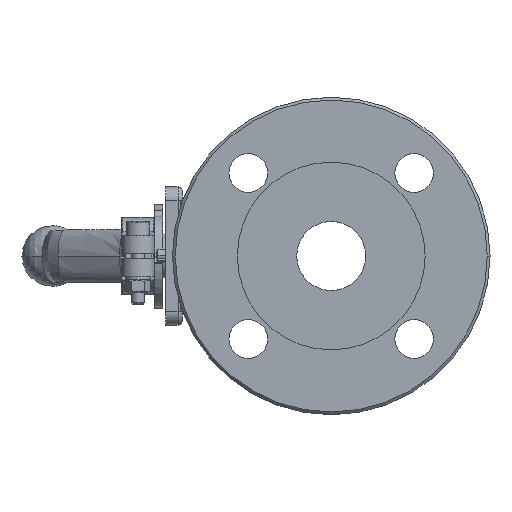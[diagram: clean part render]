
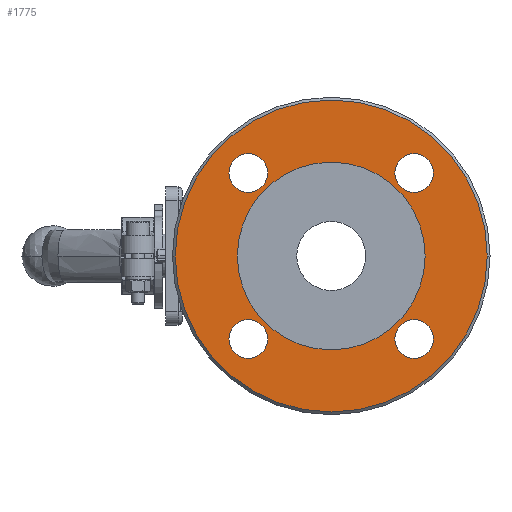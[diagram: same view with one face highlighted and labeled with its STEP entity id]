
A CAD part, left-side view. The second image highlights one B-rep face of the part: STEP entity #1775.
In plain terms, the highlighted planar face has unit normal (-1, 0, 0).
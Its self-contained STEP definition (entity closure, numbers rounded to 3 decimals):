
#1775=ADVANCED_FACE('',(#3627,#3628,#3629,#3630,#3631,#3632),#3633,.T.);
#3627=FACE_OUTER_BOUND('',#9847,.T.);
#3628=FACE_BOUND('',#9848,.T.);
#3629=FACE_BOUND('',#9849,.T.);
#3630=FACE_BOUND('',#9850,.T.);
#3631=FACE_BOUND('',#9851,.T.);
#3632=FACE_BOUND('',#9852,.T.);
#3633=PLANE('',#9853);
#9847=EDGE_LOOP('',(#14945,#14946));
#9848=EDGE_LOOP('',(#14947,#14948));
#9849=EDGE_LOOP('',(#14949,#14950));
#9850=EDGE_LOOP('',(#14951,#14952));
#9851=EDGE_LOOP('',(#14953,#14954));
#9852=EDGE_LOOP('',(#14955,#14956));
#9853=AXIS2_PLACEMENT_3D('',#14957,#14958,#14959);
#14945=ORIENTED_EDGE('',*,*,#17300,.F.);
#14946=ORIENTED_EDGE('',*,*,#15260,.F.);
#14947=ORIENTED_EDGE('',*,*,#15199,.T.);
#14948=ORIENTED_EDGE('',*,*,#17304,.T.);
#14949=ORIENTED_EDGE('',*,*,#15231,.T.);
#14950=ORIENTED_EDGE('',*,*,#17305,.T.);
#14951=ORIENTED_EDGE('',*,*,#15236,.T.);
#14952=ORIENTED_EDGE('',*,*,#17306,.T.);
#14953=ORIENTED_EDGE('',*,*,#15241,.T.);
#14954=ORIENTED_EDGE('',*,*,#17307,.T.);
#14955=ORIENTED_EDGE('',*,*,#15246,.T.);
#14956=ORIENTED_EDGE('',*,*,#17308,.T.);
#14957=CARTESIAN_POINT('',(-41.75,44.5,0.0));
#14958=DIRECTION('',(-1.0,0.0,0.0));
#14959=DIRECTION('',(0.0,0.0,1.0));
#15199=EDGE_CURVE('',#17469,#17473,#17475,.T.);
#15231=EDGE_CURVE('',#17532,#17529,#17533,.T.);
#15236=EDGE_CURVE('',#17541,#17538,#17542,.T.);
#15241=EDGE_CURVE('',#17550,#17547,#17551,.T.);
#15246=EDGE_CURVE('',#17559,#17556,#17560,.T.);
#15260=EDGE_CURVE('',#17580,#17582,#17583,.T.);
#17300=EDGE_CURVE('',#17582,#17580,#20560,.T.);
#17304=EDGE_CURVE('',#17473,#17469,#20564,.T.);
#17305=EDGE_CURVE('',#17529,#17532,#20565,.T.);
#17306=EDGE_CURVE('',#17538,#17541,#20566,.T.);
#17307=EDGE_CURVE('',#17547,#17550,#20567,.T.);
#17308=EDGE_CURVE('',#17556,#17559,#20568,.T.);
#17469=VERTEX_POINT('',#21345);
#17473=VERTEX_POINT('',#21350);
#17475=CIRCLE('',#21353,34.0);
#17529=VERTEX_POINT('',#21419);
#17532=VERTEX_POINT('',#21423);
#17533=CIRCLE('',#21424,7.0);
#17538=VERTEX_POINT('',#21430);
#17541=VERTEX_POINT('',#21434);
#17542=CIRCLE('',#21435,7.0);
#17547=VERTEX_POINT('',#21441);
#17550=VERTEX_POINT('',#21445);
#17551=CIRCLE('',#21446,7.0);
#17556=VERTEX_POINT('',#21452);
#17559=VERTEX_POINT('',#21456);
#17560=CIRCLE('',#21457,7.0);
#17580=VERTEX_POINT('',#21482);
#17582=VERTEX_POINT('',#21485);
#17583=CIRCLE('',#21486,56.5);
#20560=CIRCLE('',#28276,56.5);
#20564=CIRCLE('',#28280,34.0);
#20565=CIRCLE('',#28281,7.0);
#20566=CIRCLE('',#28282,7.0);
#20567=CIRCLE('',#28283,7.0);
#20568=CIRCLE('',#28284,7.0);
#21345=CARTESIAN_POINT('',(-41.75,32.75,0.0));
#21350=CARTESIAN_POINT('',(-41.75,-35.25,0.));
#21353=AXIS2_PLACEMENT_3D('',#28397,#28398,#28399);
#21419=CARTESIAN_POINT('',(-41.75,-31.302,-37.052));
#21423=CARTESIAN_POINT('',(-41.75,-31.302,-23.052));
#21424=AXIS2_PLACEMENT_3D('',#28449,#28450,#28451);
#21430=CARTESIAN_POINT('',(-41.75,28.802,23.052));
#21434=CARTESIAN_POINT('',(-41.75,28.802,37.052));
#21435=AXIS2_PLACEMENT_3D('',#28457,#28458,#28459);
#21441=CARTESIAN_POINT('',(-41.75,28.802,-37.052));
#21445=CARTESIAN_POINT('',(-41.75,28.802,-23.052));
#21446=AXIS2_PLACEMENT_3D('',#28465,#28466,#28467);
#21452=CARTESIAN_POINT('',(-41.75,-31.302,23.052));
#21456=CARTESIAN_POINT('',(-41.75,-31.302,37.052));
#21457=AXIS2_PLACEMENT_3D('',#28473,#28474,#28475);
#21482=CARTESIAN_POINT('',(-41.75,-57.75,0.));
#21485=CARTESIAN_POINT('',(-41.75,55.25,0.));
#21486=AXIS2_PLACEMENT_3D('',#28494,#28495,#28496);
#28276=AXIS2_PLACEMENT_3D('',#30494,#30495,#30496);
#28280=AXIS2_PLACEMENT_3D('',#30500,#30501,#30502);
#28281=AXIS2_PLACEMENT_3D('',#30503,#30504,#30505);
#28282=AXIS2_PLACEMENT_3D('',#30506,#30507,#30508);
#28283=AXIS2_PLACEMENT_3D('',#30509,#30510,#30511);
#28284=AXIS2_PLACEMENT_3D('',#30512,#30513,#30514);
#28397=CARTESIAN_POINT('',(-41.75,-1.25,0.0));
#28398=DIRECTION('',(1.0,0.0,0.0));
#28399=DIRECTION('',(0.0,1.0,0.0));
#28449=CARTESIAN_POINT('',(-41.75,-31.302,-30.052));
#28450=DIRECTION('',(1.0,0.0,-0.0));
#28451=DIRECTION('',(0.0,0.0,1.0));
#28457=CARTESIAN_POINT('',(-41.75,28.802,30.052));
#28458=DIRECTION('',(1.0,0.0,-0.0));
#28459=DIRECTION('',(0.0,0.0,1.0));
#28465=CARTESIAN_POINT('',(-41.75,28.802,-30.052));
#28466=DIRECTION('',(1.0,0.0,-0.0));
#28467=DIRECTION('',(0.0,0.0,1.0));
#28473=CARTESIAN_POINT('',(-41.75,-31.302,30.052));
#28474=DIRECTION('',(1.0,0.0,-0.0));
#28475=DIRECTION('',(0.0,0.0,1.0));
#28494=CARTESIAN_POINT('',(-41.75,-1.25,0.0));
#28495=DIRECTION('',(1.0,0.0,0.0));
#28496=DIRECTION('',(0.0,-1.0,0.0));
#30494=CARTESIAN_POINT('',(-41.75,-1.25,0.0));
#30495=DIRECTION('',(1.0,0.0,0.0));
#30496=DIRECTION('',(0.0,-1.0,0.0));
#30500=CARTESIAN_POINT('',(-41.75,-1.25,0.0));
#30501=DIRECTION('',(1.0,0.0,0.0));
#30502=DIRECTION('',(0.0,1.0,0.0));
#30503=CARTESIAN_POINT('',(-41.75,-31.302,-30.052));
#30504=DIRECTION('',(1.0,0.0,-0.0));
#30505=DIRECTION('',(0.0,0.0,1.0));
#30506=CARTESIAN_POINT('',(-41.75,28.802,30.052));
#30507=DIRECTION('',(1.0,0.0,-0.0));
#30508=DIRECTION('',(0.0,0.0,1.0));
#30509=CARTESIAN_POINT('',(-41.75,28.802,-30.052));
#30510=DIRECTION('',(1.0,0.0,-0.0));
#30511=DIRECTION('',(0.0,0.0,1.0));
#30512=CARTESIAN_POINT('',(-41.75,-31.302,30.052));
#30513=DIRECTION('',(1.0,0.0,-0.0));
#30514=DIRECTION('',(0.0,0.0,1.0));
